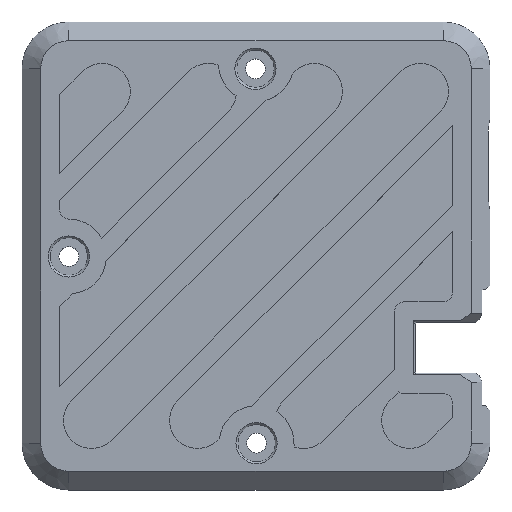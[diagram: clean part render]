
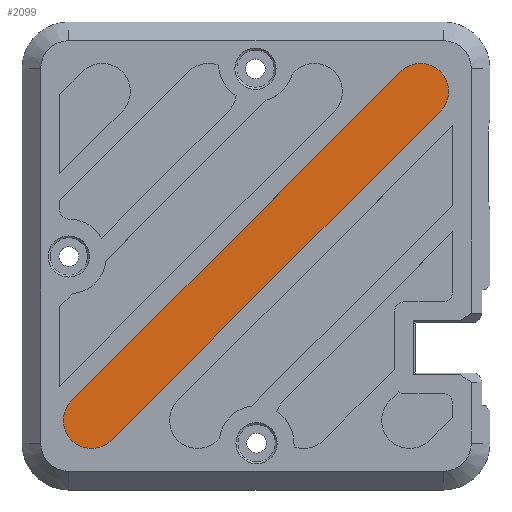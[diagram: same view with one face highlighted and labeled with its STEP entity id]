
A CAD part, top view. The second image highlights one B-rep face of the part: STEP entity #2099.
In plain terms, the highlighted planar face has unit normal (0, 0, 1).
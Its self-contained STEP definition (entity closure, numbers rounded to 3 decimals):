
#72=PLANE('',#2273);
#164=FACE_OUTER_BOUND('',#291,.T.);
#291=EDGE_LOOP('',(#1569,#1570,#1571,#1572));
#449=LINE('',#3223,#664);
#454=LINE('',#3236,#669);
#664=VECTOR('',#2598,10.);
#669=VECTOR('',#2611,10.);
#856=CIRCLE('',#2268,3.);
#858=CIRCLE('',#2272,3.);
#968=VERTEX_POINT('',#3220);
#969=VERTEX_POINT('',#3222);
#971=VERTEX_POINT('',#3228);
#973=VERTEX_POINT('',#3234);
#1193=EDGE_CURVE('',#969,#968,#449,.T.);
#1197=EDGE_CURVE('',#968,#971,#856,.T.);
#1200=EDGE_CURVE('',#971,#973,#454,.T.);
#1202=EDGE_CURVE('',#973,#969,#858,.T.);
#1569=ORIENTED_EDGE('',*,*,#1193,.T.);
#1570=ORIENTED_EDGE('',*,*,#1197,.T.);
#1571=ORIENTED_EDGE('',*,*,#1200,.T.);
#1572=ORIENTED_EDGE('',*,*,#1202,.T.);
#2099=ADVANCED_FACE('',(#164),#72,.T.);
#2268=AXIS2_PLACEMENT_3D('',#3230,#2605,#2606);
#2272=AXIS2_PLACEMENT_3D('',#3239,#2616,#2617);
#2273=AXIS2_PLACEMENT_3D('',#3240,#2618,#2619);
#2598=DIRECTION('',(-0.707,-0.707,0.));
#2605=DIRECTION('center_axis',(0.,0.,1.));
#2606=DIRECTION('ref_axis',(-0.707,0.707,0.));
#2611=DIRECTION('',(0.707,0.707,0.));
#2616=DIRECTION('center_axis',(0.,0.,1.));
#2617=DIRECTION('ref_axis',(0.707,-0.707,0.));
#2618=DIRECTION('center_axis',(0.,0.,1.));
#2619=DIRECTION('ref_axis',(-1.,0.,0.));
#3220=CARTESIAN_POINT('',(-50.875,-30.516,-7.514));
#3222=CARTESIAN_POINT('',(-15.728,4.631,-7.514));
#3223=CARTESIAN_POINT('',(-42.088,-21.729,-7.514));
#3228=CARTESIAN_POINT('',(-46.633,-34.758,-7.514));
#3230=CARTESIAN_POINT('Origin',(-48.754,-32.637,-7.514));
#3234=CARTESIAN_POINT('',(-11.485,0.389,-7.514));
#3236=CARTESIAN_POINT('',(-20.272,-8.398,-7.514));
#3239=CARTESIAN_POINT('Origin',(-13.607,2.51,-7.514));
#3240=CARTESIAN_POINT('Origin',(-31.18,-15.063,-7.514));
